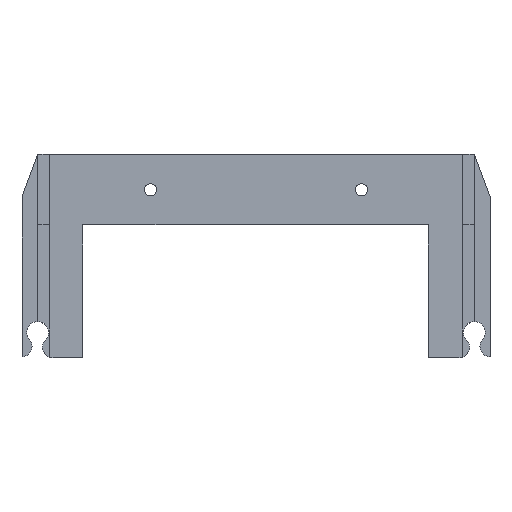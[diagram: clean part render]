
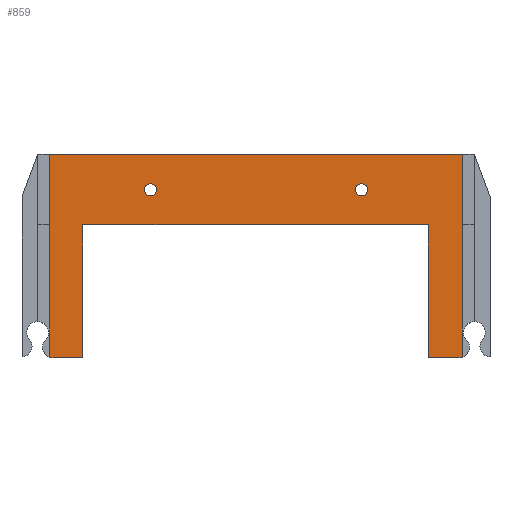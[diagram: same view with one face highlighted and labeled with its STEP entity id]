
A CAD part, top view. The second image highlights one B-rep face of the part: STEP entity #859.
In plain terms, the highlighted planar face has unit normal (0, 0, 1).
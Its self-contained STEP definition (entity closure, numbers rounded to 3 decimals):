
#19=FACE_BOUND('',#134,.T.);
#20=FACE_BOUND('',#135,.T.);
#41=PLANE('',#943);
#81=FACE_OUTER_BOUND('',#133,.T.);
#133=EDGE_LOOP('',(#694,#695,#696,#697,#698,#699,#700,#701,#702,#703));
#134=EDGE_LOOP('',(#704));
#135=EDGE_LOOP('',(#705));
#181=LINE('',#1281,#269);
#184=LINE('',#1287,#272);
#195=LINE('',#1330,#283);
#205=LINE('',#1349,#293);
#224=LINE('',#1395,#312);
#225=LINE('',#1396,#313);
#226=LINE('',#1398,#314);
#227=LINE('',#1399,#315);
#269=VECTOR('',#1019,10.);
#272=VECTOR('',#1024,10.);
#283=VECTOR('',#1069,10.);
#293=VECTOR('',#1083,10.);
#312=VECTOR('',#1126,10.);
#313=VECTOR('',#1127,10.);
#314=VECTOR('',#1128,10.);
#315=VECTOR('',#1129,10.);
#351=CIRCLE('',#909,2.9);
#357=CIRCLE('',#922,2.9);
#367=CIRCLE('',#944,1.75);
#368=CIRCLE('',#945,1.75);
#389=VERTEX_POINT('',#1260);
#390=VERTEX_POINT('',#1262);
#397=VERTEX_POINT('',#1278);
#398=VERTEX_POINT('',#1280);
#400=VERTEX_POINT('',#1286);
#408=VERTEX_POINT('',#1310);
#415=VERTEX_POINT('',#1329);
#422=VERTEX_POINT('',#1347);
#437=VERTEX_POINT('',#1394);
#438=VERTEX_POINT('',#1397);
#439=VERTEX_POINT('',#1400);
#440=VERTEX_POINT('',#1402);
#470=EDGE_CURVE('',#390,#389,#351,.T.);
#478=EDGE_CURVE('',#398,#397,#181,.T.);
#481=EDGE_CURVE('',#400,#390,#184,.T.);
#493=EDGE_CURVE('',#408,#398,#357,.T.);
#503=EDGE_CURVE('',#415,#400,#195,.T.);
#513=EDGE_CURVE('',#389,#422,#205,.T.);
#536=EDGE_CURVE('',#437,#422,#224,.T.);
#537=EDGE_CURVE('',#408,#437,#225,.T.);
#538=EDGE_CURVE('',#397,#438,#226,.T.);
#539=EDGE_CURVE('',#438,#415,#227,.T.);
#540=EDGE_CURVE('',#439,#439,#367,.T.);
#541=EDGE_CURVE('',#440,#440,#368,.T.);
#694=ORIENTED_EDGE('',*,*,#481,.T.);
#695=ORIENTED_EDGE('',*,*,#470,.T.);
#696=ORIENTED_EDGE('',*,*,#513,.T.);
#697=ORIENTED_EDGE('',*,*,#536,.F.);
#698=ORIENTED_EDGE('',*,*,#537,.F.);
#699=ORIENTED_EDGE('',*,*,#493,.T.);
#700=ORIENTED_EDGE('',*,*,#478,.T.);
#701=ORIENTED_EDGE('',*,*,#538,.T.);
#702=ORIENTED_EDGE('',*,*,#539,.T.);
#703=ORIENTED_EDGE('',*,*,#503,.T.);
#704=ORIENTED_EDGE('',*,*,#540,.T.);
#705=ORIENTED_EDGE('',*,*,#541,.T.);
#859=ADVANCED_FACE('',(#81,#19,#20),#41,.T.);
#909=AXIS2_PLACEMENT_3D('',#1263,#1006,#1007);
#922=AXIS2_PLACEMENT_3D('',#1311,#1049,#1050);
#943=AXIS2_PLACEMENT_3D('',#1393,#1124,#1125);
#944=AXIS2_PLACEMENT_3D('',#1401,#1130,#1131);
#945=AXIS2_PLACEMENT_3D('',#1403,#1132,#1133);
#1006=DIRECTION('center_axis',(0.,0.,1.));
#1007=DIRECTION('ref_axis',(-0.045,-0.999,0.));
#1019=DIRECTION('',(1.,0.,0.));
#1024=DIRECTION('',(1.,0.,0.));
#1049=DIRECTION('center_axis',(0.,0.,1.));
#1050=DIRECTION('ref_axis',(-0.712,0.702,0.));
#1069=DIRECTION('',(0.,-1.,0.));
#1083=DIRECTION('',(0.,1.,0.));
#1124=DIRECTION('center_axis',(0.,0.,1.));
#1125=DIRECTION('ref_axis',(1.,0.,0.));
#1126=DIRECTION('',(1.,0.,0.));
#1127=DIRECTION('',(0.,1.,0.));
#1128=DIRECTION('',(0.,1.,0.));
#1129=DIRECTION('',(1.,0.,0.));
#1130=DIRECTION('center_axis',(0.,0.,-1.));
#1131=DIRECTION('ref_axis',(1.,0.,0.));
#1132=DIRECTION('center_axis',(0.,0.,-1.));
#1133=DIRECTION('ref_axis',(1.,0.,0.));
#1260=CARTESIAN_POINT('',(58.7,457.671,2.95));
#1262=CARTESIAN_POINT('',(57.699,457.54,2.95));
#1263=CARTESIAN_POINT('Origin',(57.829,460.437,2.95));
#1278=CARTESIAN_POINT('',(-49.208,457.54,2.95));
#1280=CARTESIAN_POINT('',(-57.699,457.54,2.95));
#1281=CARTESIAN_POINT('',(-58.199,457.54,2.95));
#1286=CARTESIAN_POINT('',(48.94,457.54,2.95));
#1287=CARTESIAN_POINT('',(-58.199,457.54,2.95));
#1310=CARTESIAN_POINT('',(-58.7,457.671,2.95));
#1311=CARTESIAN_POINT('Origin',(-57.829,460.437,2.95));
#1329=CARTESIAN_POINT('',(48.94,495.263,2.95));
#1330=CARTESIAN_POINT('',(48.94,228.725,2.95));
#1347=CARTESIAN_POINT('',(58.7,515.25,2.95));
#1349=CARTESIAN_POINT('',(58.7,0.,2.95));
#1393=CARTESIAN_POINT('Origin',(-58.7,0.,2.95));
#1394=CARTESIAN_POINT('',(-58.7,515.25,2.95));
#1395=CARTESIAN_POINT('',(-58.7,515.25,2.95));
#1396=CARTESIAN_POINT('',(-58.7,0.,2.95));
#1397=CARTESIAN_POINT('',(-49.208,495.263,2.95));
#1398=CARTESIAN_POINT('',(-49.208,247.631,2.95));
#1399=CARTESIAN_POINT('',(-4.88,495.263,2.95));
#1400=CARTESIAN_POINT('',(-31.768,505.243,2.95));
#1401=CARTESIAN_POINT('Origin',(-30.018,505.243,2.95));
#1402=CARTESIAN_POINT('',(28.232,505.243,2.95));
#1403=CARTESIAN_POINT('Origin',(29.982,505.243,2.95));
